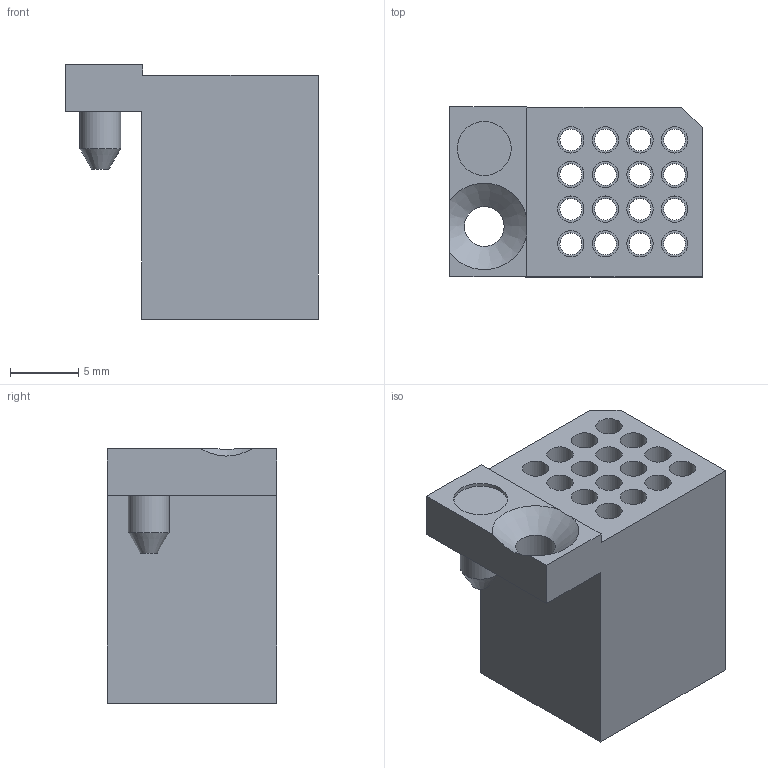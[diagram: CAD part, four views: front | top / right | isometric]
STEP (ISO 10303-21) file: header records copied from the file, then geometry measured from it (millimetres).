
FILE_DESCRIPTION((''),'1');
FILE_NAME('W1MFESHF insert fix 16 pogo.stp','2016-08-18T18:59:41',(''),(''),'Spatial Interop R21 SP3','Kubotek KeyCreator 2011 V10.5.1 (25051)',' ');
FILE_SCHEMA(('automotive_design'));
Length unit declared in the file: inch
Products named in the file (2): ESH INSERT FIX 16 POGO[15]
Bounding box: 18.54 x 12.45 x 18.67 mm (x, y, z)
Volume: 1925.8 mm3; surface area: 2693.7 mm2
Topology: 2 solids, 2 shells, 82 faces, 181 edges, 121 vertices
Faces by surface type: cylinder 42, plane 38, cone 2
Full cylindrical faces by diameter (mm): 1.6 x16, 1.93 x16, 2.921 x1, 2.997 x1, 3.023 x1, 3.962 x1, 3.97 x1
Entity records: 3869 total; most frequent: DIRECTION 391, CARTESIAN_POINT 344, PRESENTATION_STYLE_ASSIGNMENT 306, COLOUR_RGB 306, ORIENTED_EDGE 276, STYLED_ITEM 222, CURVE_STYLE 222, DRAUGHTING_PRE_DEFINED_CURVE_FONT 222
